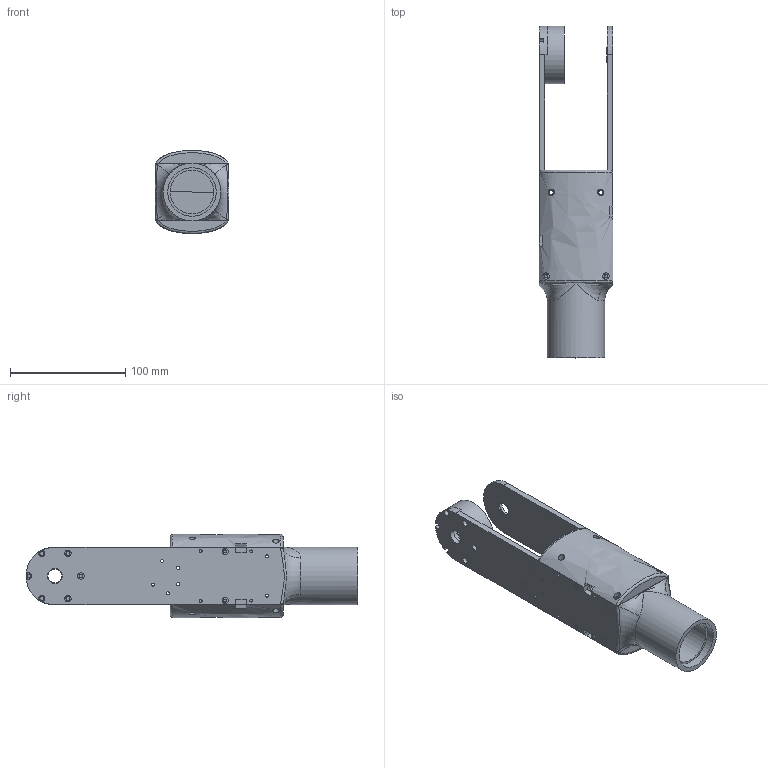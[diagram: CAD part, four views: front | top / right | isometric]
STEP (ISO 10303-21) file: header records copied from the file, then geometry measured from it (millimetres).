
FILE_DESCRIPTION(/* description */ (''),/* implementation_level */ '2;1');
FILE_NAME(/* name */ 'ramie3.step',/* time_stamp */ '2025-10-15T20:47:49+02:00',/* author */ (''),/* organization */ (''),/* preprocessor_version */ 'ST-DEVELOPER v20.1',/* originating_system */ 'Autodesk Translation Framework v14.17.0.0',/* authorisation */ '');
FILE_SCHEMA (('AUTOMOTIVE_DESIGN { 1 0 10303 214 3 1 1 }'));
Length unit declared in the file: millimetre
Products named in the file (2): Komponent programu Fusion; Komponent2
Assembly tree (1 placements, depth 2):
  Komponent programu Fusion
    Komponent2
Bounding box: 64 x 288 x 72.26 mm (x, y, z)
Volume: 297390.5 mm3; surface area: 129352.2 mm2
Topology: 6 solids, 6 shells, 612 faces, 1712 edges, 1108 vertices
Faces by surface type: cylinder 236, plane 204, bspline 166, sphere 4, torus 2
Full cylindrical faces by diameter (mm): 2.6 x34, 2.7 x4, 3 x4, 3.35 x19, 5.5 x15, 12 x1, 13 x3, 15 x1, 38 x2, 42 x2, 48 x2, 50 x2
Entity records: 24370 total; most frequent: CARTESIAN_POINT 8984, ORIENTED_EDGE 3432, DIRECTION 2789, EDGE_CURVE 1716, VERTEX_POINT 1108, AXIS2_PLACEMENT_3D 960, LINE 869, VECTOR 869
